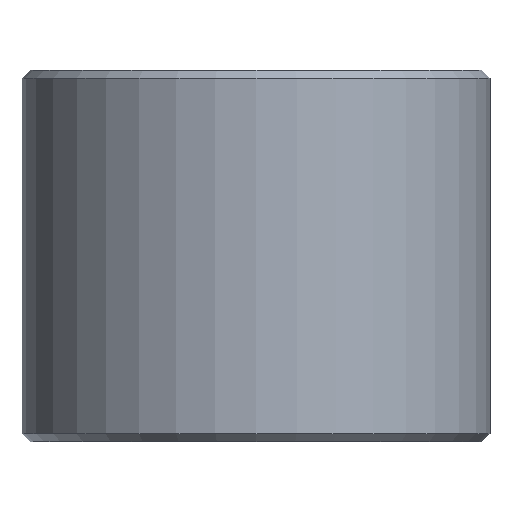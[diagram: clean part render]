
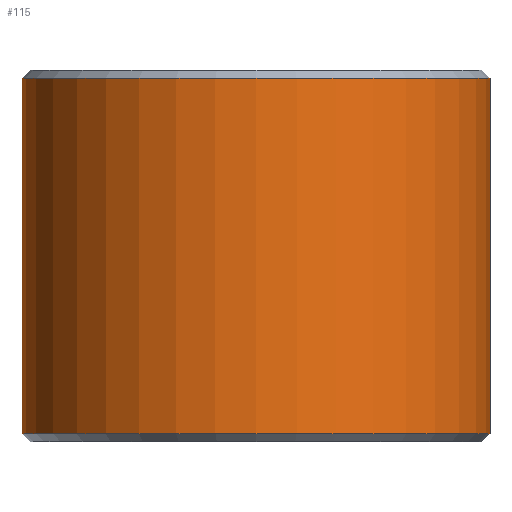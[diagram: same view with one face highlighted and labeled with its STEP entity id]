
A CAD part, front view. The second image highlights one B-rep face of the part: STEP entity #115.
In plain terms, the highlighted cylindrical face has radius 28.328 mm (diameter 56.656 mm), a partial arc.
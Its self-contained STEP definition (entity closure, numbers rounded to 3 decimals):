
#105 = EDGE_CURVE ( 'NONE', #147, #173, #315, .T. ) ;
#106 = EDGE_CURVE ( 'NONE', #168, #166, #310, .T. ) ;
#107 = ORIENTED_EDGE ( 'NONE', *, *, #118, .T. ) ;
#108 = ORIENTED_EDGE ( 'NONE', *, *, #105, .F. ) ;
#109 = ORIENTED_EDGE ( 'NONE', *, *, #106, .T. ) ;
#110 = EDGE_LOOP ( 'NONE', ( #111, #109, #107, #108 ) ) ;
#111 = ORIENTED_EDGE ( 'NONE', *, *, #117, .F. ) ;
#115 = ADVANCED_FACE ( 'NONE', ( #290 ), #288, .T. ) ;
#117 = EDGE_CURVE ( 'NONE', #168, #147, #284, .T. ) ;
#118 = EDGE_CURVE ( 'NONE', #166, #173, #250, .T. ) ;
#147 = VERTEX_POINT ( 'NONE', #181 ) ;
#166 = VERTEX_POINT ( 'NONE', #282 ) ;
#168 = VERTEX_POINT ( 'NONE', #277 ) ;
#173 = VERTEX_POINT ( 'NONE', #270 ) ;
#181 = CARTESIAN_POINT ( 'NONE',  ( -28.328, 0., -0.989 ) ) ;
#247 = DIRECTION ( 'NONE',  ( 0., 0., 1. ) ) ;
#248 = VECTOR ( 'NONE', #247, 1000. ) ;
#249 = CARTESIAN_POINT ( 'NONE',  ( 28.328, 0., 0. ) ) ;
#250 = LINE ( 'NONE', #249, #248 ) ;
#251 = DIRECTION ( 'NONE',  ( 0., 0., 1. ) ) ;
#252 = VECTOR ( 'NONE', #251, 1000. ) ;
#270 = CARTESIAN_POINT ( 'NONE',  ( 28.328, 0., -0.989 ) ) ;
#277 = CARTESIAN_POINT ( 'NONE',  ( -28.328, 0., -44.011 ) ) ;
#282 = CARTESIAN_POINT ( 'NONE',  ( 28.328, 0., -44.011 ) ) ;
#283 = CARTESIAN_POINT ( 'NONE',  ( -28.328, 0., 0. ) ) ;
#284 = LINE ( 'NONE', #283, #252 ) ;
#285 = DIRECTION ( 'NONE',  ( 1., 0., 0. ) ) ;
#286 = DIRECTION ( 'NONE',  ( 0., 0., 1. ) ) ;
#287 = AXIS2_PLACEMENT_3D ( 'NONE', #289, #286, #285 ) ;
#288 = CYLINDRICAL_SURFACE ( 'NONE', #287, 28.328 ) ;
#289 = CARTESIAN_POINT ( 'NONE',  ( 0., 0., 0. ) ) ;
#290 = FACE_OUTER_BOUND ( 'NONE', #110, .T. ) ;
#292 = DIRECTION ( 'NONE',  ( 1., 0., 0. ) ) ;
#293 = DIRECTION ( 'NONE',  ( 0., 0., 1. ) ) ;
#309 = AXIS2_PLACEMENT_3D ( 'NONE', #316, #293, #292 ) ;
#310 = CIRCLE ( 'NONE', #309, 28.328 ) ;
#311 = DIRECTION ( 'NONE',  ( 1., 0., 0. ) ) ;
#312 = DIRECTION ( 'NONE',  ( 0., 0., 1. ) ) ;
#313 = CARTESIAN_POINT ( 'NONE',  ( 0., 0., -0.989 ) ) ;
#314 = AXIS2_PLACEMENT_3D ( 'NONE', #313, #312, #311 ) ;
#315 = CIRCLE ( 'NONE', #314, 28.328 ) ;
#316 = CARTESIAN_POINT ( 'NONE',  ( 0., 0., -44.011 ) ) ;
